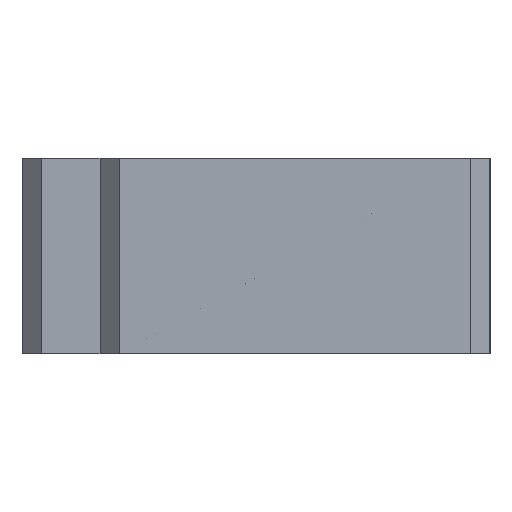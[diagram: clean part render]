
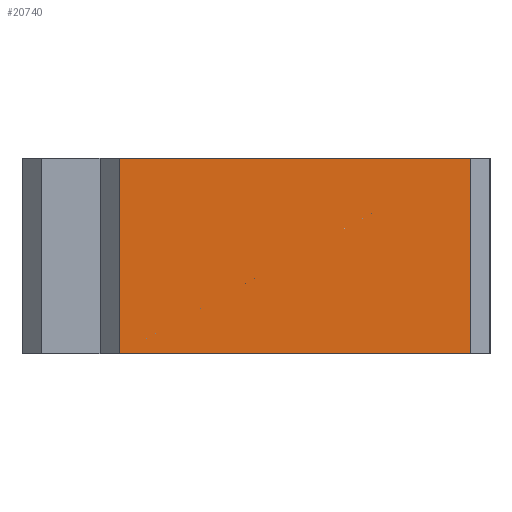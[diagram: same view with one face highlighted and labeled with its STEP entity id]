
A CAD part, left-side view. The second image highlights one B-rep face of the part: STEP entity #20740.
In plain terms, the highlighted planar face has unit normal (-1, 0, 0).
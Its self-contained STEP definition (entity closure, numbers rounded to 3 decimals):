
#295 = VERTEX_POINT ( 'NONE', #8587 ) ;
#688 = EDGE_CURVE ( 'NONE', #21189, #25106, #3756, .T. ) ;
#3756 = LINE ( 'NONE', #10863, #13504 ) ;
#4013 = DIRECTION ( 'NONE',  ( 0., 0., -1. ) ) ;
#5150 = VECTOR ( 'NONE', #14801, 1000. ) ;
#5791 = EDGE_CURVE ( 'NONE', #295, #21189, #25713, .T. ) ;
#6374 = DIRECTION ( 'NONE',  ( 0., 0., -1. ) ) ;
#6385 = EDGE_CURVE ( 'NONE', #26607, #25106, #8081, .T. ) ;
#8081 = LINE ( 'NONE', #28563, #5150 ) ;
#8587 = CARTESIAN_POINT ( 'NONE',  ( -114.277, -2.306, 10. ) ) ;
#10153 = DIRECTION ( 'NONE',  ( 1., 0., 0. ) ) ;
#10395 = DIRECTION ( 'NONE',  ( 0., 1., 0. ) ) ;
#10863 = CARTESIAN_POINT ( 'NONE',  ( -114.277, 33.694, 10. ) ) ;
#12447 = ORIENTED_EDGE ( 'NONE', *, *, #5791, .T. ) ;
#12878 = CARTESIAN_POINT ( 'NONE',  ( -114.277, -2.306, 10. ) ) ;
#13504 = VECTOR ( 'NONE', #4013, 1000. ) ;
#14286 = ORIENTED_EDGE ( 'NONE', *, *, #688, .T. ) ;
#14307 = EDGE_CURVE ( 'NONE', #295, #26607, #25025, .T. ) ;
#14801 = DIRECTION ( 'NONE',  ( 0., 1., 0. ) ) ;
#14893 = DIRECTION ( 'NONE',  ( 0., 0., -1. ) ) ;
#15309 = CARTESIAN_POINT ( 'NONE',  ( -114.277, 33.694, 10. ) ) ;
#16889 = EDGE_LOOP ( 'NONE', ( #26959, #12447, #14286, #23677 ) ) ;
#19618 = VECTOR ( 'NONE', #10395, 1000. ) ;
#19994 = CARTESIAN_POINT ( 'NONE',  ( -114.277, 43.694, 10. ) ) ;
#20610 = CARTESIAN_POINT ( 'NONE',  ( -114.277, -2.306, 10. ) ) ;
#20740 = ADVANCED_FACE ( 'NONE', ( #24309 ), #24172, .F. ) ;
#21189 = VERTEX_POINT ( 'NONE', #15309 ) ;
#22172 = VECTOR ( 'NONE', #6374, 1000. ) ;
#22385 = AXIS2_PLACEMENT_3D ( 'NONE', #12878, #10153, #14893 ) ;
#23677 = ORIENTED_EDGE ( 'NONE', *, *, #6385, .F. ) ;
#24172 = PLANE ( 'NONE',  #22385 ) ;
#24309 = FACE_OUTER_BOUND ( 'NONE', #16889, .T. ) ;
#25025 = LINE ( 'NONE', #20610, #22172 ) ;
#25106 = VERTEX_POINT ( 'NONE', #27202 ) ;
#25713 = LINE ( 'NONE', #19994, #19618 ) ;
#26424 = CARTESIAN_POINT ( 'NONE',  ( -114.277, -2.306, -10. ) ) ;
#26607 = VERTEX_POINT ( 'NONE', #26424 ) ;
#26959 = ORIENTED_EDGE ( 'NONE', *, *, #14307, .F. ) ;
#27202 = CARTESIAN_POINT ( 'NONE',  ( -114.277, 33.694, -10. ) ) ;
#28563 = CARTESIAN_POINT ( 'NONE',  ( -114.277, -2.306, -10. ) ) ;
